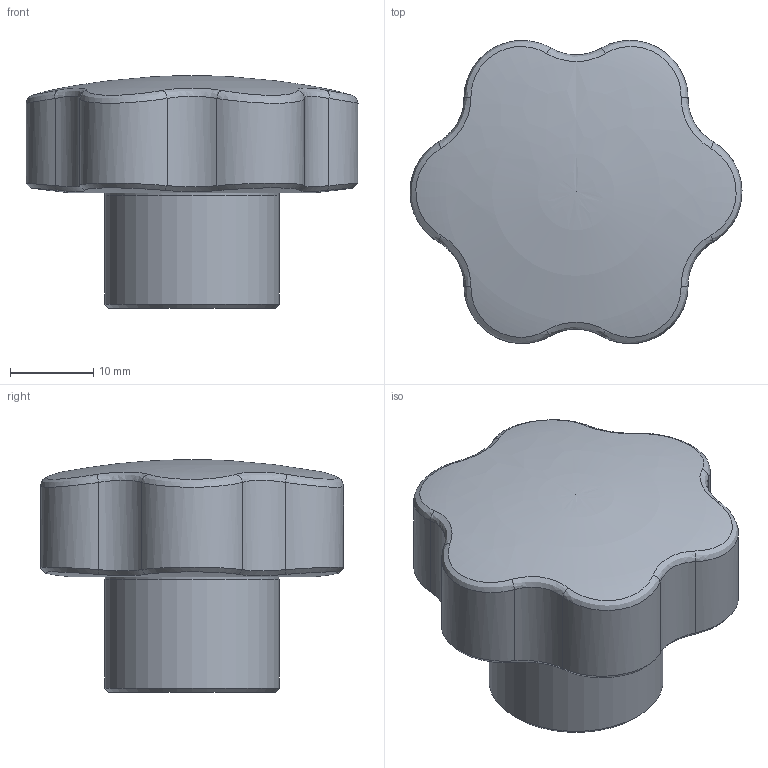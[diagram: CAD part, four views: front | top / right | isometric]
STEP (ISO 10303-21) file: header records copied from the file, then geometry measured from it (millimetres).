
FILE_DESCRIPTION( ( 'Unknown' ), '1' );
FILE_NAME( '6113035_VB40_M06.stp', 'Unknown', ( 'Unknown' ), ( 'Unknown' ), 'PSStep 11.0', 'Unknown', ' ' );
FILE_SCHEMA( ( 'AUTOMOTIVE_DESIGN { 1 0 10303 214 1 1 1 1 }' ) );
Length unit declared in the file: millimetre
Products named in the file (1): 6113035
Bounding box: 39.99 x 36.51 x 28 mm (x, y, z)
Volume: 16892.8 mm3; surface area: 5925 mm2
Topology: 1 solids, 1 shells, 83 faces, 206 edges, 124 vertices
Faces by surface type: cylinder 27, bspline 25, plane 19, torus 7, cone 4, revolution 1
Full cylindrical faces by diameter (mm): 4.917 x2, 21 x1
Entity records: 7456 total; most frequent: CARTESIAN_POINT 5120, ORIENTED_EDGE 376, DIRECTION 277, EDGE_CURVE 188, VERTEX_POINT 118, AXIS2_PLACEMENT_3D 114, EDGE_LOOP 92, FACE_OUTER_BOUND 88
